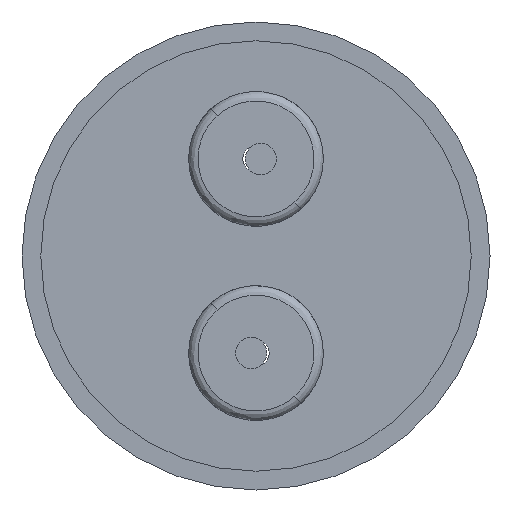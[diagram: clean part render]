
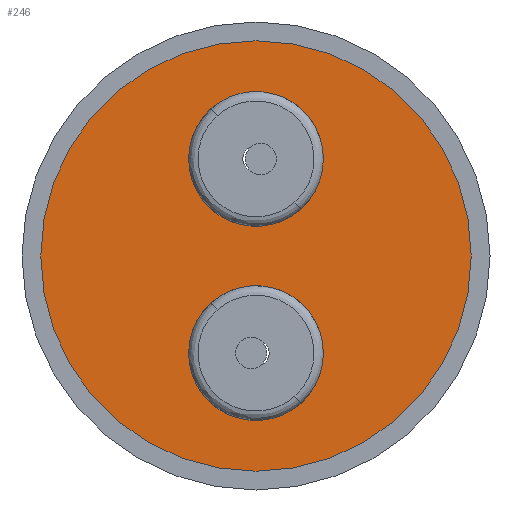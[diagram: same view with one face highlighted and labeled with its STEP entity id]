
A CAD part, front view. The second image highlights one B-rep face of the part: STEP entity #246.
In plain terms, the highlighted planar face has unit normal (0, -1, 0).
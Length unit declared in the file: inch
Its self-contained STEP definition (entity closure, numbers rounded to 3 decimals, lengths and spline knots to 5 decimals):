
#46 = CARTESIAN_POINT ( 'NONE',  ( 0., 0.47, 0. ) ) ;
#48 = DIRECTION ( 'NONE',  ( 0., 1., 0. ) ) ;
#60 = DIRECTION ( 'NONE',  ( 0., 0., 1. ) ) ;
#67 = PLANE ( 'NONE',  #374 ) ;
#246 = ADVANCED_FACE ( 'NONE', ( #994, #1055, #1034 ), #67, .F. ) ;
#307 = EDGE_CURVE ( 'NONE', #2004, #2005, #1321, .T. ) ;
#311 = EDGE_CURVE ( 'NONE', #2000, #2003, #1327, .T. ) ;
#322 = EDGE_CURVE ( 'NONE', #1993, #1994, #1342, .T. ) ;
#348 = EDGE_CURVE ( 'NONE', #2003, #2000, #1374, .T. ) ;
#352 = EDGE_CURVE ( 'NONE', #1994, #1993, #1378, .T. ) ;
#357 = EDGE_CURVE ( 'NONE', #2005, #2004, #1383, .T. ) ;
#374 = AXIS2_PLACEMENT_3D ( 'NONE', #46, #48, #60 ) ;
#422 = AXIS2_PLACEMENT_3D ( 'NONE', #888, #887, #886 ) ;
#426 = AXIS2_PLACEMENT_3D ( 'NONE', #878, #877, #876 ) ;
#432 = AXIS2_PLACEMENT_3D ( 'NONE', #849, #848, #847 ) ;
#450 = AXIS2_PLACEMENT_3D ( 'NONE', #1153, #1152, #1151 ) ;
#454 = AXIS2_PLACEMENT_3D ( 'NONE', #1139, #1138, #1137 ) ;
#459 = AXIS2_PLACEMENT_3D ( 'NONE', #1121, #1120, #1119 ) ;
#784 = CARTESIAN_POINT ( 'NONE',  ( 0., 0.47, 0.3435 ) ) ;
#785 = CARTESIAN_POINT ( 'NONE',  ( 0., 0.47, -0.3435 ) ) ;
#847 = DIRECTION ( 'NONE',  ( 0., 0., 1. ) ) ;
#848 = DIRECTION ( 'NONE',  ( 0., -1., 0. ) ) ;
#849 = CARTESIAN_POINT ( 'NONE',  ( 0., 0.47, 0. ) ) ;
#876 = DIRECTION ( 'NONE',  ( 0., 0., -1. ) ) ;
#877 = DIRECTION ( 'NONE',  ( 0., -1., 0. ) ) ;
#878 = CARTESIAN_POINT ( 'NONE',  ( 0., 0.47, -0.155 ) ) ;
#886 = DIRECTION ( 'NONE',  ( 0., 0., -1. ) ) ;
#887 = DIRECTION ( 'NONE',  ( 0., -1., 0. ) ) ;
#888 = CARTESIAN_POINT ( 'NONE',  ( 0., 0.47, 0.155 ) ) ;
#994 = FACE_BOUND ( 'NONE', #1719, .T. ) ;
#1034 = FACE_BOUND ( 'NONE', #1643, .T. ) ;
#1055 = FACE_OUTER_BOUND ( 'NONE', #1562, .T. ) ;
#1119 = DIRECTION ( 'NONE',  ( 0., 0., -1. ) ) ;
#1120 = DIRECTION ( 'NONE',  ( 0., -1., 0. ) ) ;
#1121 = CARTESIAN_POINT ( 'NONE',  ( 0., 0.47, 0.155 ) ) ;
#1137 = DIRECTION ( 'NONE',  ( 0., 0., 1. ) ) ;
#1138 = DIRECTION ( 'NONE',  ( 0., -1., 0. ) ) ;
#1139 = CARTESIAN_POINT ( 'NONE',  ( 0., 0.47, 0. ) ) ;
#1151 = DIRECTION ( 'NONE',  ( 0., 0., -1. ) ) ;
#1152 = DIRECTION ( 'NONE',  ( 0., -1., 0. ) ) ;
#1153 = CARTESIAN_POINT ( 'NONE',  ( 0., 0.47, -0.155 ) ) ;
#1321 = CIRCLE ( 'NONE', #422, 0.0935 ) ;
#1327 = CIRCLE ( 'NONE', #426, 0.0935 ) ;
#1342 = CIRCLE ( 'NONE', #432, 0.3435 ) ;
#1374 = CIRCLE ( 'NONE', #450, 0.0935 ) ;
#1378 = CIRCLE ( 'NONE', #454, 0.3435 ) ;
#1383 = CIRCLE ( 'NONE', #459, 0.0935 ) ;
#1562 = EDGE_LOOP ( 'NONE', ( #1638, #1648 ) ) ;
#1625 = ORIENTED_EDGE ( 'NONE', *, *, #311, .F. ) ;
#1634 = ORIENTED_EDGE ( 'NONE', *, *, #307, .F. ) ;
#1638 = ORIENTED_EDGE ( 'NONE', *, *, #322, .T. ) ;
#1640 = ORIENTED_EDGE ( 'NONE', *, *, #348, .F. ) ;
#1643 = EDGE_LOOP ( 'NONE', ( #1634, #1645 ) ) ;
#1645 = ORIENTED_EDGE ( 'NONE', *, *, #357, .F. ) ;
#1648 = ORIENTED_EDGE ( 'NONE', *, *, #352, .T. ) ;
#1719 = EDGE_LOOP ( 'NONE', ( #1625, #1640 ) ) ;
#1993 = VERTEX_POINT ( 'NONE', #784 ) ;
#1994 = VERTEX_POINT ( 'NONE', #785 ) ;
#2000 = VERTEX_POINT ( 'NONE', #2082 ) ;
#2003 = VERTEX_POINT ( 'NONE', #2085 ) ;
#2004 = VERTEX_POINT ( 'NONE', #2086 ) ;
#2005 = VERTEX_POINT ( 'NONE', #2087 ) ;
#2082 = CARTESIAN_POINT ( 'NONE',  ( 0., 0.47, -0.2485 ) ) ;
#2085 = CARTESIAN_POINT ( 'NONE',  ( 0., 0.47, -0.0615 ) ) ;
#2086 = CARTESIAN_POINT ( 'NONE',  ( 0., 0.47, 0.0615 ) ) ;
#2087 = CARTESIAN_POINT ( 'NONE',  ( 0., 0.47, 0.2485 ) ) ;
